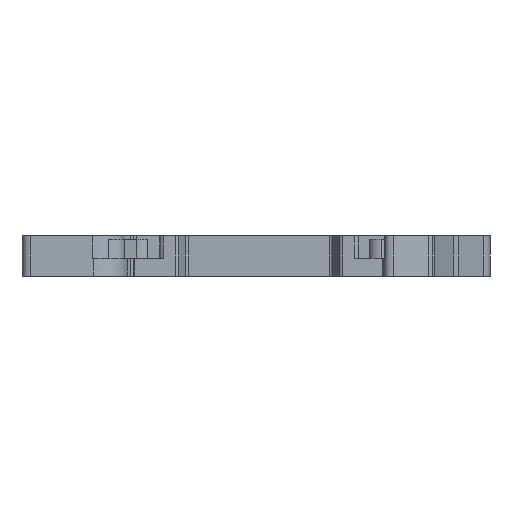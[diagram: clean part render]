
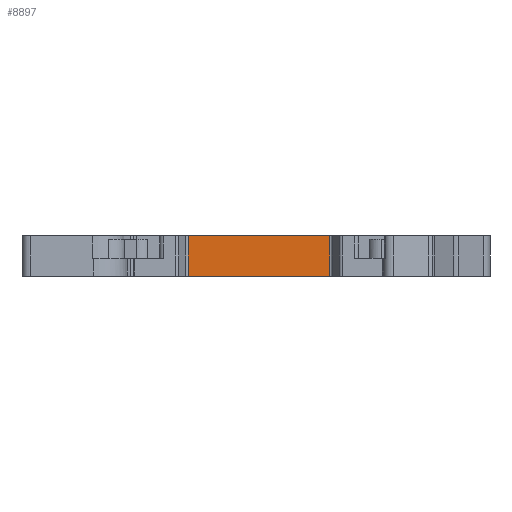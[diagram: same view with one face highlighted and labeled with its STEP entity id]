
A CAD part, front view. The second image highlights one B-rep face of the part: STEP entity #8897.
In plain terms, the highlighted planar face has unit normal (0, -1, 0).
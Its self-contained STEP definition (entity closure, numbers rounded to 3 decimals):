
#210 = ORIENTED_EDGE ( 'NONE', *, *, #5262, .T. ) ;
#412 = CARTESIAN_POINT ( 'NONE',  ( -6.129, -8.109, 5.775 ) ) ;
#466 = VERTEX_POINT ( 'NONE', #2352 ) ;
#687 = DIRECTION ( 'NONE',  ( 0., 1., 0. ) ) ;
#1013 = VECTOR ( 'NONE', #2671, 1000. ) ;
#1092 = CARTESIAN_POINT ( 'NONE',  ( -6.129, -8.109, 5.775 ) ) ;
#1388 = VECTOR ( 'NONE', #9777, 1000. ) ;
#1689 = VERTEX_POINT ( 'NONE', #2904 ) ;
#2352 = CARTESIAN_POINT ( 'NONE',  ( -23.621, -8.109, 5.775 ) ) ;
#2671 = DIRECTION ( 'NONE',  ( 0., 0., -1. ) ) ;
#2681 = CARTESIAN_POINT ( 'NONE',  ( -14.875, -8.109, 5.775 ) ) ;
#2904 = CARTESIAN_POINT ( 'NONE',  ( -6.129, -8.109, 0.775 ) ) ;
#2951 = VECTOR ( 'NONE', #6568, 1000. ) ;
#3221 = EDGE_CURVE ( 'NONE', #9312, #1689, #8928, .T. ) ;
#3668 = EDGE_LOOP ( 'NONE', ( #210, #7503, #6587, #10938 ) ) ;
#3739 = PLANE ( 'NONE',  #9881 ) ;
#4514 = CARTESIAN_POINT ( 'NONE',  ( -23.621, -8.109, 5.775 ) ) ;
#5262 = EDGE_CURVE ( 'NONE', #5604, #1689, #8842, .T. ) ;
#5604 = VERTEX_POINT ( 'NONE', #12565 ) ;
#6568 = DIRECTION ( 'NONE',  ( 0., 0., -1. ) ) ;
#6587 = ORIENTED_EDGE ( 'NONE', *, *, #7423, .F. ) ;
#7423 = EDGE_CURVE ( 'NONE', #466, #9312, #10403, .T. ) ;
#7503 = ORIENTED_EDGE ( 'NONE', *, *, #3221, .F. ) ;
#7894 = VECTOR ( 'NONE', #8438, 1000. ) ;
#7968 = LINE ( 'NONE', #4514, #2951 ) ;
#8438 = DIRECTION ( 'NONE',  ( 1., 0., 0. ) ) ;
#8842 = LINE ( 'NONE', #11034, #1388 ) ;
#8889 = CARTESIAN_POINT ( 'NONE',  ( -14.875, -8.109, 5.775 ) ) ;
#8897 = ADVANCED_FACE ( 'NONE', ( #11005 ), #3739, .F. ) ;
#8928 = LINE ( 'NONE', #1092, #1013 ) ;
#9312 = VERTEX_POINT ( 'NONE', #412 ) ;
#9777 = DIRECTION ( 'NONE',  ( 1., 0., 0. ) ) ;
#9881 = AXIS2_PLACEMENT_3D ( 'NONE', #2681, #687, #10550 ) ;
#10403 = LINE ( 'NONE', #8889, #7894 ) ;
#10438 = EDGE_CURVE ( 'NONE', #466, #5604, #7968, .T. ) ;
#10550 = DIRECTION ( 'NONE',  ( -1., 0., 0. ) ) ;
#10938 = ORIENTED_EDGE ( 'NONE', *, *, #10438, .T. ) ;
#11005 = FACE_OUTER_BOUND ( 'NONE', #3668, .T. ) ;
#11034 = CARTESIAN_POINT ( 'NONE',  ( -14.875, -8.109, 0.775 ) ) ;
#12565 = CARTESIAN_POINT ( 'NONE',  ( -23.621, -8.109, 0.775 ) ) ;
